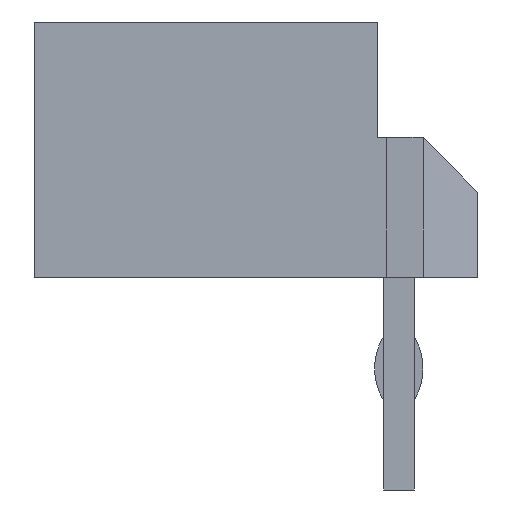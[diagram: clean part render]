
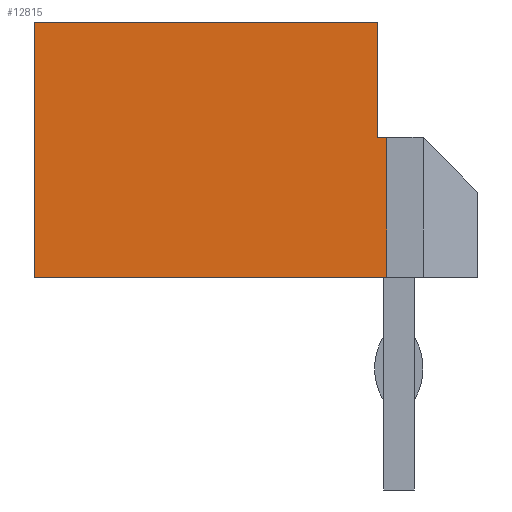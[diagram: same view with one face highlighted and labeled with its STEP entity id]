
A CAD part, left-side view. The second image highlights one B-rep face of the part: STEP entity #12815.
In plain terms, the highlighted planar face has unit normal (-1, 0, 0).
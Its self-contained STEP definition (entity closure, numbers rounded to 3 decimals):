
#368 = PLANE('',#369);
#369 = AXIS2_PLACEMENT_3D('',#370,#371,#372);
#370 = CARTESIAN_POINT('',(14.,-1.3,0.));
#371 = DIRECTION('',(0.,0.,-1.));
#372 = DIRECTION('',(-1.,0.,0.));
#2517 = PLANE('',#2518);
#2518 = AXIS2_PLACEMENT_3D('',#2519,#2520,#2521);
#2519 = CARTESIAN_POINT('',(6.,6.,2.1));
#2520 = DIRECTION('',(0.,1.,0.));
#2521 = DIRECTION('',(-1.,0.,0.));
#3595 = PLANE('',#3596);
#3596 = AXIS2_PLACEMENT_3D('',#3597,#3598,#3599);
#3597 = CARTESIAN_POINT('',(-2.,0.35,2.3));
#3598 = DIRECTION('',(0.,0.,-1.));
#3599 = DIRECTION('',(0.,-1.,0.));
#5803 = VERTEX_POINT('',#5804);
#5804 = CARTESIAN_POINT('',(-2.,0.2,2.3));
#5818 = PLANE('',#5819);
#5819 = AXIS2_PLACEMENT_3D('',#5820,#5821,#5822);
#5820 = CARTESIAN_POINT('',(-2.,0.2,0.));
#5821 = DIRECTION('',(0.,1.,0.));
#5822 = DIRECTION('',(1.,0.,0.));
#5830 = EDGE_CURVE('',#5831,#5803,#5833,.T.);
#5831 = VERTEX_POINT('',#5832);
#5832 = CARTESIAN_POINT('',(-2.,0.35,2.3));
#5833 = SURFACE_CURVE('',#5834,(#5838,#5845),.PCURVE_S1.);
#5834 = LINE('',#5835,#5836);
#5835 = CARTESIAN_POINT('',(-2.,0.35,2.3));
#5836 = VECTOR('',#5837,1.);
#5837 = DIRECTION('',(0.,-1.,0.));
#5838 = PCURVE('',#3595,#5839);
#5839 = DEFINITIONAL_REPRESENTATION('',(#5840),#5844);
#5840 = LINE('',#5841,#5842);
#5841 = CARTESIAN_POINT('',(0.,0.));
#5842 = VECTOR('',#5843,1.);
#5843 = DIRECTION('',(1.,0.));
#5844 = ( GEOMETRIC_REPRESENTATION_CONTEXT(2) 
PARAMETRIC_REPRESENTATION_CONTEXT() REPRESENTATION_CONTEXT('2D SPACE',''
  ) );
#5845 = PCURVE('',#5846,#5851);
#5846 = PLANE('',#5847);
#5847 = AXIS2_PLACEMENT_3D('',#5848,#5849,#5850);
#5848 = CARTESIAN_POINT('',(-2.,-1.3,0.));
#5849 = DIRECTION('',(-1.,0.,0.));
#5850 = DIRECTION('',(0.,0.,1.));
#5851 = DEFINITIONAL_REPRESENTATION('',(#5852),#5856);
#5852 = LINE('',#5853,#5854);
#5853 = CARTESIAN_POINT('',(2.3,1.65));
#5854 = VECTOR('',#5855,1.);
#5855 = DIRECTION('',(0.,-1.));
#5856 = ( GEOMETRIC_REPRESENTATION_CONTEXT(2) 
PARAMETRIC_REPRESENTATION_CONTEXT() REPRESENTATION_CONTEXT('2D SPACE',''
  ) );
#5874 = PLANE('',#5875);
#5875 = AXIS2_PLACEMENT_3D('',#5876,#5877,#5878);
#5876 = CARTESIAN_POINT('',(-2.,0.35,4.2));
#5877 = DIRECTION('',(0.,1.,0.));
#5878 = DIRECTION('',(0.,0.,-1.));
#7486 = PLANE('',#7487);
#7487 = AXIS2_PLACEMENT_3D('',#7488,#7489,#7490);
#7488 = CARTESIAN_POINT('',(-2.,-1.3,4.2));
#7489 = DIRECTION('',(0.,0.,1.));
#7490 = DIRECTION('',(1.,0.,0.));
#12168 = VERTEX_POINT('',#12169);
#12169 = CARTESIAN_POINT('',(-2.,6.,4.2));
#12190 = EDGE_CURVE('',#12191,#12168,#12193,.T.);
#12191 = VERTEX_POINT('',#12192);
#12192 = CARTESIAN_POINT('',(-2.,6.,0.));
#12193 = SURFACE_CURVE('',#12194,(#12198,#12205),.PCURVE_S1.);
#12194 = LINE('',#12195,#12196);
#12195 = CARTESIAN_POINT('',(-2.,6.,0.));
#12196 = VECTOR('',#12197,1.);
#12197 = DIRECTION('',(0.,0.,1.));
#12198 = PCURVE('',#2517,#12199);
#12199 = DEFINITIONAL_REPRESENTATION('',(#12200),#12204);
#12200 = LINE('',#12201,#12202);
#12201 = CARTESIAN_POINT('',(8.,-2.1));
#12202 = VECTOR('',#12203,1.);
#12203 = DIRECTION('',(0.,1.));
#12204 = ( GEOMETRIC_REPRESENTATION_CONTEXT(2) 
PARAMETRIC_REPRESENTATION_CONTEXT() REPRESENTATION_CONTEXT('2D SPACE',''
  ) );
#12205 = PCURVE('',#5846,#12206);
#12206 = DEFINITIONAL_REPRESENTATION('',(#12207),#12211);
#12207 = LINE('',#12208,#12209);
#12208 = CARTESIAN_POINT('',(0.,7.3));
#12209 = VECTOR('',#12210,1.);
#12210 = DIRECTION('',(1.,0.));
#12211 = ( GEOMETRIC_REPRESENTATION_CONTEXT(2) 
PARAMETRIC_REPRESENTATION_CONTEXT() REPRESENTATION_CONTEXT('2D SPACE',''
  ) );
#12477 = VERTEX_POINT('',#12478);
#12478 = CARTESIAN_POINT('',(-2.,0.2,0.));
#12614 = EDGE_CURVE('',#12477,#12191,#12615,.T.);
#12615 = SURFACE_CURVE('',#12616,(#12620,#12627),.PCURVE_S1.);
#12616 = LINE('',#12617,#12618);
#12617 = CARTESIAN_POINT('',(-2.,0.2,0.));
#12618 = VECTOR('',#12619,1.);
#12619 = DIRECTION('',(0.,1.,0.));
#12620 = PCURVE('',#368,#12621);
#12621 = DEFINITIONAL_REPRESENTATION('',(#12622),#12626);
#12622 = LINE('',#12623,#12624);
#12623 = CARTESIAN_POINT('',(16.,1.5));
#12624 = VECTOR('',#12625,1.);
#12625 = DIRECTION('',(0.,1.));
#12626 = ( GEOMETRIC_REPRESENTATION_CONTEXT(2) 
PARAMETRIC_REPRESENTATION_CONTEXT() REPRESENTATION_CONTEXT('2D SPACE',''
  ) );
#12627 = PCURVE('',#5846,#12628);
#12628 = DEFINITIONAL_REPRESENTATION('',(#12629),#12633);
#12629 = LINE('',#12630,#12631);
#12630 = CARTESIAN_POINT('',(0.,1.5));
#12631 = VECTOR('',#12632,1.);
#12632 = DIRECTION('',(0.,1.));
#12633 = ( GEOMETRIC_REPRESENTATION_CONTEXT(2) 
PARAMETRIC_REPRESENTATION_CONTEXT() REPRESENTATION_CONTEXT('2D SPACE',''
  ) );
#12771 = EDGE_CURVE('',#12772,#5831,#12774,.T.);
#12772 = VERTEX_POINT('',#12773);
#12773 = CARTESIAN_POINT('',(-2.,0.35,4.2));
#12774 = SURFACE_CURVE('',#12775,(#12779,#12786),.PCURVE_S1.);
#12775 = LINE('',#12776,#12777);
#12776 = CARTESIAN_POINT('',(-2.,0.35,4.2));
#12777 = VECTOR('',#12778,1.);
#12778 = DIRECTION('',(0.,0.,-1.));
#12779 = PCURVE('',#5874,#12780);
#12780 = DEFINITIONAL_REPRESENTATION('',(#12781),#12785);
#12781 = LINE('',#12782,#12783);
#12782 = CARTESIAN_POINT('',(0.,0.));
#12783 = VECTOR('',#12784,1.);
#12784 = DIRECTION('',(1.,0.));
#12785 = ( GEOMETRIC_REPRESENTATION_CONTEXT(2) 
PARAMETRIC_REPRESENTATION_CONTEXT() REPRESENTATION_CONTEXT('2D SPACE',''
  ) );
#12786 = PCURVE('',#5846,#12787);
#12787 = DEFINITIONAL_REPRESENTATION('',(#12788),#12792);
#12788 = LINE('',#12789,#12790);
#12789 = CARTESIAN_POINT('',(4.2,1.65));
#12790 = VECTOR('',#12791,1.);
#12791 = DIRECTION('',(-1.,0.));
#12792 = ( GEOMETRIC_REPRESENTATION_CONTEXT(2) 
PARAMETRIC_REPRESENTATION_CONTEXT() REPRESENTATION_CONTEXT('2D SPACE',''
  ) );
#12815 = ADVANCED_FACE('',(#12816),#5846,.T.);
#12816 = FACE_BOUND('',#12817,.F.);
#12817 = EDGE_LOOP('',(#12818,#12839,#12840,#12841,#12862,#12863));
#12818 = ORIENTED_EDGE('',*,*,#12819,.F.);
#12819 = EDGE_CURVE('',#12477,#5803,#12820,.T.);
#12820 = SURFACE_CURVE('',#12821,(#12825,#12832),.PCURVE_S1.);
#12821 = LINE('',#12822,#12823);
#12822 = CARTESIAN_POINT('',(-2.,0.2,0.));
#12823 = VECTOR('',#12824,1.);
#12824 = DIRECTION('',(0.,0.,1.));
#12825 = PCURVE('',#5846,#12826);
#12826 = DEFINITIONAL_REPRESENTATION('',(#12827),#12831);
#12827 = LINE('',#12828,#12829);
#12828 = CARTESIAN_POINT('',(0.,1.5));
#12829 = VECTOR('',#12830,1.);
#12830 = DIRECTION('',(1.,0.));
#12831 = ( GEOMETRIC_REPRESENTATION_CONTEXT(2) 
PARAMETRIC_REPRESENTATION_CONTEXT() REPRESENTATION_CONTEXT('2D SPACE',''
  ) );
#12832 = PCURVE('',#5818,#12833);
#12833 = DEFINITIONAL_REPRESENTATION('',(#12834),#12838);
#12834 = LINE('',#12835,#12836);
#12835 = CARTESIAN_POINT('',(0.,0.));
#12836 = VECTOR('',#12837,1.);
#12837 = DIRECTION('',(0.,-1.));
#12838 = ( GEOMETRIC_REPRESENTATION_CONTEXT(2) 
PARAMETRIC_REPRESENTATION_CONTEXT() REPRESENTATION_CONTEXT('2D SPACE',''
  ) );
#12839 = ORIENTED_EDGE('',*,*,#12614,.T.);
#12840 = ORIENTED_EDGE('',*,*,#12190,.T.);
#12841 = ORIENTED_EDGE('',*,*,#12842,.F.);
#12842 = EDGE_CURVE('',#12772,#12168,#12843,.T.);
#12843 = SURFACE_CURVE('',#12844,(#12848,#12855),.PCURVE_S1.);
#12844 = LINE('',#12845,#12846);
#12845 = CARTESIAN_POINT('',(-2.,0.35,4.2));
#12846 = VECTOR('',#12847,1.);
#12847 = DIRECTION('',(0.,1.,0.));
#12848 = PCURVE('',#5846,#12849);
#12849 = DEFINITIONAL_REPRESENTATION('',(#12850),#12854);
#12850 = LINE('',#12851,#12852);
#12851 = CARTESIAN_POINT('',(4.2,1.65));
#12852 = VECTOR('',#12853,1.);
#12853 = DIRECTION('',(0.,1.));
#12854 = ( GEOMETRIC_REPRESENTATION_CONTEXT(2) 
PARAMETRIC_REPRESENTATION_CONTEXT() REPRESENTATION_CONTEXT('2D SPACE',''
  ) );
#12855 = PCURVE('',#7486,#12856);
#12856 = DEFINITIONAL_REPRESENTATION('',(#12857),#12861);
#12857 = LINE('',#12858,#12859);
#12858 = CARTESIAN_POINT('',(0.,1.65));
#12859 = VECTOR('',#12860,1.);
#12860 = DIRECTION('',(0.,1.));
#12861 = ( GEOMETRIC_REPRESENTATION_CONTEXT(2) 
PARAMETRIC_REPRESENTATION_CONTEXT() REPRESENTATION_CONTEXT('2D SPACE',''
  ) );
#12862 = ORIENTED_EDGE('',*,*,#12771,.T.);
#12863 = ORIENTED_EDGE('',*,*,#5830,.T.);
